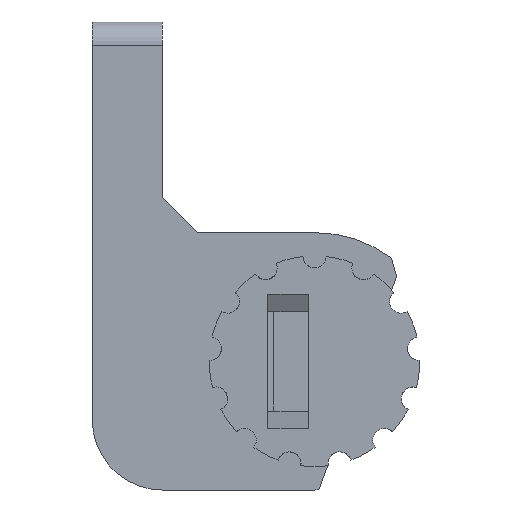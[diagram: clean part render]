
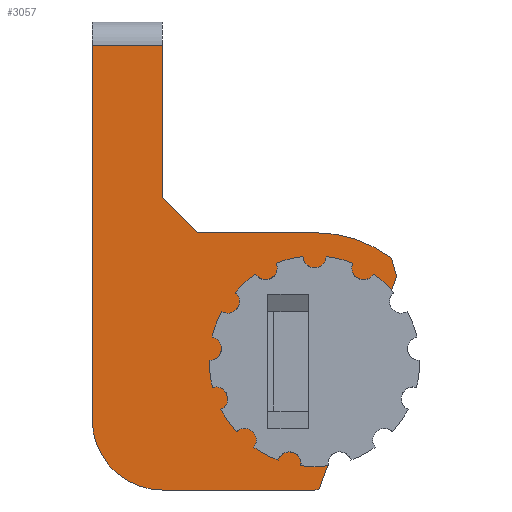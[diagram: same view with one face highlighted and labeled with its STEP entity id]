
A CAD part, left-side view. The second image highlights one B-rep face of the part: STEP entity #3057.
In plain terms, the highlighted planar face has unit normal (-1, 0, 0).
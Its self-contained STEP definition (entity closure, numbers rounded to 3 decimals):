
#123=PLANE('',#3386);
#297=FACE_OUTER_BOUND('',#481,.T.);
#481=EDGE_LOOP('',(#2776,#2777,#2778,#2779,#2780,#2781,#2782,#2783,#2784,
#2785,#2786,#2787,#2788,#2789,#2790));
#619=CIRCLE('',#3331,6.);
#643=CIRCLE('',#3379,8.05);
#645=CIRCLE('',#3387,11.);
#646=CIRCLE('',#3388,11.);
#795=LINE('',#6212,#1004);
#817=LINE('',#6267,#1026);
#822=LINE('',#6276,#1031);
#824=LINE('',#6287,#1033);
#827=LINE('',#6309,#1036);
#836=LINE('',#6334,#1045);
#845=LINE('',#6359,#1054);
#850=LINE('',#6371,#1059);
#852=LINE('',#6374,#1061);
#853=LINE('',#6378,#1062);
#854=LINE('',#6380,#1063);
#1004=VECTOR('',#4057,10.);
#1026=VECTOR('',#4103,10.);
#1031=VECTOR('',#4110,10.);
#1033=VECTOR('',#4122,10.);
#1036=VECTOR('',#4149,10.);
#1045=VECTOR('',#4178,10.);
#1054=VECTOR('',#4201,10.);
#1059=VECTOR('',#4214,10.);
#1061=VECTOR('',#4218,10.);
#1062=VECTOR('',#4223,10.);
#1063=VECTOR('',#4226,10.);
#1377=VERTEX_POINT('',#6195);
#1378=VERTEX_POINT('',#6196);
#1384=VERTEX_POINT('',#6210);
#1404=VERTEX_POINT('',#6264);
#1405=VERTEX_POINT('',#6266);
#1408=VERTEX_POINT('',#6274);
#1412=VERTEX_POINT('',#6285);
#1419=VERTEX_POINT('',#6307);
#1424=VERTEX_POINT('',#6332);
#1425=VERTEX_POINT('',#6333);
#1433=VERTEX_POINT('',#6354);
#1434=VERTEX_POINT('',#6358);
#1436=VERTEX_POINT('',#6368);
#1437=VERTEX_POINT('',#6370);
#1438=VERTEX_POINT('',#6376);
#1801=EDGE_CURVE('',#1377,#1378,#619,.T.);
#1809=EDGE_CURVE('',#1377,#1384,#795,.T.);
#1836=EDGE_CURVE('',#1405,#1404,#817,.T.);
#1841=EDGE_CURVE('',#1408,#1404,#822,.T.);
#1847=EDGE_CURVE('',#1408,#1412,#824,.T.);
#1857=EDGE_CURVE('',#1419,#1412,#827,.T.);
#1869=EDGE_CURVE('',#1424,#1425,#836,.T.);
#1880=EDGE_CURVE('',#1433,#1425,#643,.T.);
#1882=EDGE_CURVE('',#1433,#1434,#845,.T.);
#1888=EDGE_CURVE('',#1436,#1437,#850,.T.);
#1890=EDGE_CURVE('',#1424,#1437,#852,.T.);
#1891=EDGE_CURVE('',#1384,#1438,#645,.T.);
#1892=EDGE_CURVE('',#1438,#1434,#853,.T.);
#1893=EDGE_CURVE('',#1436,#1405,#646,.T.);
#1894=EDGE_CURVE('',#1419,#1378,#854,.T.);
#2776=ORIENTED_EDGE('',*,*,#1801,.F.);
#2777=ORIENTED_EDGE('',*,*,#1809,.T.);
#2778=ORIENTED_EDGE('',*,*,#1891,.T.);
#2779=ORIENTED_EDGE('',*,*,#1892,.T.);
#2780=ORIENTED_EDGE('',*,*,#1882,.F.);
#2781=ORIENTED_EDGE('',*,*,#1880,.T.);
#2782=ORIENTED_EDGE('',*,*,#1869,.F.);
#2783=ORIENTED_EDGE('',*,*,#1890,.T.);
#2784=ORIENTED_EDGE('',*,*,#1888,.F.);
#2785=ORIENTED_EDGE('',*,*,#1893,.T.);
#2786=ORIENTED_EDGE('',*,*,#1836,.T.);
#2787=ORIENTED_EDGE('',*,*,#1841,.F.);
#2788=ORIENTED_EDGE('',*,*,#1847,.T.);
#2789=ORIENTED_EDGE('',*,*,#1857,.F.);
#2790=ORIENTED_EDGE('',*,*,#1894,.T.);
#3057=ADVANCED_FACE('',(#297),#123,.F.);
#3331=AXIS2_PLACEMENT_3D('',#6197,#4045,#4046);
#3379=AXIS2_PLACEMENT_3D('',#6355,#4196,#4197);
#3386=AXIS2_PLACEMENT_3D('',#6375,#4219,#4220);
#3387=AXIS2_PLACEMENT_3D('',#6377,#4221,#4222);
#3388=AXIS2_PLACEMENT_3D('',#6379,#4224,#4225);
#4045=DIRECTION('center_axis',(1.,0.,0.));
#4046=DIRECTION('ref_axis',(0.,0.707,-0.707));
#4057=DIRECTION('',(0.,-1.,0.));
#4103=DIRECTION('',(0.,1.,0.));
#4110=DIRECTION('',(0.,-0.707,-0.707));
#4122=DIRECTION('',(0.,0.,1.));
#4149=DIRECTION('',(0.,-1.,0.));
#4178=DIRECTION('',(0.,0.98,-0.198));
#4196=DIRECTION('center_axis',(1.,0.,0.));
#4197=DIRECTION('ref_axis',(0.,1.,0.));
#4201=DIRECTION('',(0.,-0.624,-0.781));
#4214=DIRECTION('',(0.,-0.264,-0.965));
#4218=DIRECTION('',(0.,-0.342,0.94));
#4219=DIRECTION('center_axis',(1.,0.,0.));
#4220=DIRECTION('ref_axis',(0.,1.,0.));
#4221=DIRECTION('center_axis',(-1.,0.,0.));
#4222=DIRECTION('ref_axis',(0.,1.,0.));
#4223=DIRECTION('',(0.,-0.342,0.94));
#4224=DIRECTION('center_axis',(-1.,0.,0.));
#4225=DIRECTION('ref_axis',(0.,1.,0.));
#4226=DIRECTION('',(0.,0.,-1.));
#6195=CARTESIAN_POINT('',(-37.5,13.,-11.));
#6196=CARTESIAN_POINT('',(-37.5,19.,-5.));
#6197=CARTESIAN_POINT('Origin',(-37.5,13.,-5.));
#6210=CARTESIAN_POINT('',(-37.5,0.,-11.));
#6212=CARTESIAN_POINT('',(-37.5,0.,-11.));
#6264=CARTESIAN_POINT('',(-37.5,10.,11.));
#6266=CARTESIAN_POINT('',(-37.5,0.,11.));
#6267=CARTESIAN_POINT('',(-37.5,19.,11.));
#6274=CARTESIAN_POINT('',(-37.5,13.,14.));
#6276=CARTESIAN_POINT('',(-37.5,9.205,10.205));
#6285=CARTESIAN_POINT('',(-37.5,13.,27.));
#6287=CARTESIAN_POINT('',(-37.5,13.,11.));
#6307=CARTESIAN_POINT('',(-37.5,19.,27.));
#6309=CARTESIAN_POINT('',(-37.5,12.41,27.));
#6332=CARTESIAN_POINT('',(-37.5,-6.578,6.031));
#6333=CARTESIAN_POINT('',(-37.5,-5.556,5.825));
#6334=CARTESIAN_POINT('',(-37.5,-0.653,4.837));
#6354=CARTESIAN_POINT('',(-37.5,-0.512,-8.034));
#6355=CARTESIAN_POINT('Origin',(-37.5,0.,0.));
#6358=CARTESIAN_POINT('',(-37.5,-1.162,-8.848));
#6359=CARTESIAN_POINT('',(-37.5,4.711,-1.492));
#6368=CARTESIAN_POINT('',(-37.5,-6.586,8.811));
#6370=CARTESIAN_POINT('',(-37.5,-7.016,7.237));
#6371=CARTESIAN_POINT('',(-37.5,-6.237,10.085));
#6374=CARTESIAN_POINT('',(-37.5,-7.358,8.176));
#6375=CARTESIAN_POINT('Origin',(-37.5,5.821,9.));
#6376=CARTESIAN_POINT('',(-37.5,-0.381,-10.993));
#6377=CARTESIAN_POINT('Origin',(-37.5,0.,0.));
#6378=CARTESIAN_POINT('',(-37.5,-7.358,8.176));
#6379=CARTESIAN_POINT('Origin',(-37.5,0.,0.));
#6380=CARTESIAN_POINT('',(-37.5,19.,-11.));
